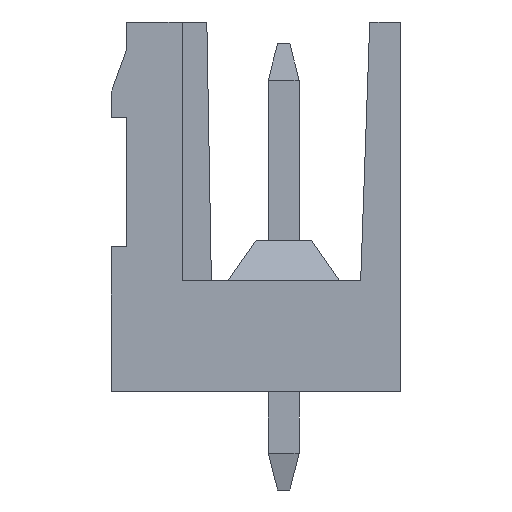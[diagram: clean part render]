
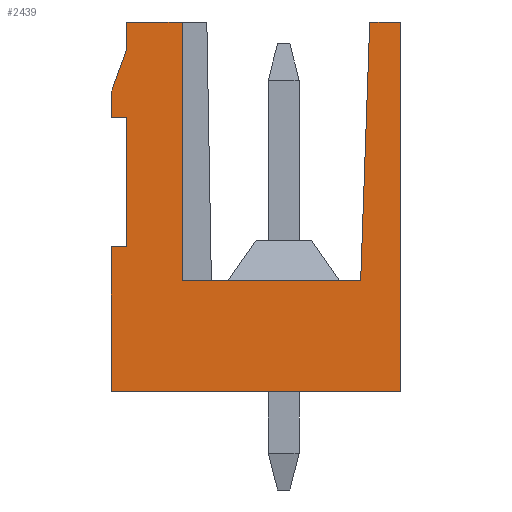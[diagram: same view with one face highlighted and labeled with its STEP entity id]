
A CAD part, left-side view. The second image highlights one B-rep face of the part: STEP entity #2439.
In plain terms, the highlighted planar face has unit normal (-1, 0, 0).
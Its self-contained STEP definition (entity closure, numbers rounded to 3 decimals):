
#2402=AXIS2_PLACEMENT_3D('Plane Axis2P3D',#2399,#2400,#2401) ;
#49=CARTESIAN_POINT('Vertex',(0.,8.9,15.2)) ;
#52=CARTESIAN_POINT('Line Origine',(0.,8.,15.2)) ;
#56=CARTESIAN_POINT('Vertex',(0.,7.1,15.2)) ;
#1071=CARTESIAN_POINT('Line Origine',(0.,0.503,15.2)) ;
#1075=CARTESIAN_POINT('Vertex',(0.,0.,15.2)) ;
#1077=CARTESIAN_POINT('Vertex',(0.,1.007,15.2)) ;
#1482=CARTESIAN_POINT('Vertex',(0.,8.9,14.3)) ;
#1485=CARTESIAN_POINT('Line Origine',(0.,8.9,14.75)) ;
#1513=CARTESIAN_POINT('Vertex',(0.,9.4,12.926)) ;
#1516=CARTESIAN_POINT('Line Origine',(0.,9.15,13.613)) ;
#1544=CARTESIAN_POINT('Vertex',(0.,9.4,12.1)) ;
#1547=CARTESIAN_POINT('Line Origine',(0.,9.4,12.513)) ;
#1575=CARTESIAN_POINT('Vertex',(0.,8.9,12.1)) ;
#1578=CARTESIAN_POINT('Line Origine',(0.,9.15,12.1)) ;
#1601=CARTESIAN_POINT('Vertex',(0.,8.9,7.9)) ;
#1604=CARTESIAN_POINT('Line Origine',(0.,8.9,10.)) ;
#1632=CARTESIAN_POINT('Vertex',(0.,9.4,7.9)) ;
#1635=CARTESIAN_POINT('Line Origine',(0.,9.15,7.9)) ;
#1658=CARTESIAN_POINT('Vertex',(0.,9.4,3.2)) ;
#1661=CARTESIAN_POINT('Line Origine',(0.,9.4,5.55)) ;
#2061=CARTESIAN_POINT('Vertex',(0.,0.,3.2)) ;
#2066=CARTESIAN_POINT('Line Origine',(0.,4.7,3.2)) ;
#2328=CARTESIAN_POINT('Line Origine',(0.,0.,9.2)) ;
#2399=CARTESIAN_POINT('Axis2P3D Location',(0.,0.,0.)) ;
#2404=CARTESIAN_POINT('Line Origine',(0.,1.153,11.)) ;
#2408=CARTESIAN_POINT('Vertex',(0.,1.3,6.8)) ;
#2411=CARTESIAN_POINT('Line Origine',(0.,4.2,6.8)) ;
#2415=CARTESIAN_POINT('Vertex',(0.,7.1,6.8)) ;
#2418=CARTESIAN_POINT('Line Origine',(0.,7.1,11.)) ;
#53=DIRECTION('Vector Direction',(0.,-1.,0.)) ;
#1072=DIRECTION('Vector Direction',(0.,-1.,0.)) ;
#1486=DIRECTION('Vector Direction',(0.,0.,1.)) ;
#1517=DIRECTION('Vector Direction',(0.,-0.342,0.94)) ;
#1548=DIRECTION('Vector Direction',(0.,0.,1.)) ;
#1579=DIRECTION('Vector Direction',(0.,1.,0.)) ;
#1605=DIRECTION('Vector Direction',(0.,0.,1.)) ;
#1636=DIRECTION('Vector Direction',(0.,-1.,0.)) ;
#1662=DIRECTION('Vector Direction',(0.,0.,1.)) ;
#2067=DIRECTION('Vector Direction',(0.,1.,0.)) ;
#2329=DIRECTION('Vector Direction',(0.,0.,-1.)) ;
#2400=DIRECTION('Axis2P3D Direction',(-1.,0.,0.)) ;
#2401=DIRECTION('Axis2P3D XDirection',(0.,0.,1.)) ;
#2405=DIRECTION('Vector Direction',(0.,0.035,-0.999)) ;
#2412=DIRECTION('Vector Direction',(0.,-1.,0.)) ;
#2419=DIRECTION('Vector Direction',(0.,0.,-1.)) ;
#54=VECTOR('Line Direction',#53,1.) ;
#1073=VECTOR('Line Direction',#1072,1.) ;
#1487=VECTOR('Line Direction',#1486,1.) ;
#1518=VECTOR('Line Direction',#1517,1.) ;
#1549=VECTOR('Line Direction',#1548,1.) ;
#1580=VECTOR('Line Direction',#1579,1.) ;
#1606=VECTOR('Line Direction',#1605,1.) ;
#1637=VECTOR('Line Direction',#1636,1.) ;
#1663=VECTOR('Line Direction',#1662,1.) ;
#2068=VECTOR('Line Direction',#2067,1.) ;
#2330=VECTOR('Line Direction',#2329,1.) ;
#2406=VECTOR('Line Direction',#2405,1.) ;
#2413=VECTOR('Line Direction',#2412,1.) ;
#2420=VECTOR('Line Direction',#2419,1.) ;
#2424=ORIENTED_EDGE('',*,*,#58,.T.) ;
#2425=ORIENTED_EDGE('',*,*,#1489,.T.) ;
#2426=ORIENTED_EDGE('',*,*,#1520,.T.) ;
#2427=ORIENTED_EDGE('',*,*,#1551,.T.) ;
#2428=ORIENTED_EDGE('',*,*,#1582,.T.) ;
#2429=ORIENTED_EDGE('',*,*,#1608,.T.) ;
#2430=ORIENTED_EDGE('',*,*,#1639,.T.) ;
#2431=ORIENTED_EDGE('',*,*,#1665,.T.) ;
#2432=ORIENTED_EDGE('',*,*,#2070,.T.) ;
#2433=ORIENTED_EDGE('',*,*,#2332,.T.) ;
#2434=ORIENTED_EDGE('',*,*,#1079,.T.) ;
#2435=ORIENTED_EDGE('',*,*,#2410,.F.) ;
#2436=ORIENTED_EDGE('',*,*,#2417,.F.) ;
#2437=ORIENTED_EDGE('',*,*,#2422,.F.) ;
#2439=ADVANCED_FACE('HOUSING',(#2438),#2403,.T.) ;
#58=EDGE_CURVE('',#57,#50,#55,.F.) ;
#1079=EDGE_CURVE('',#1076,#1078,#1074,.F.) ;
#1489=EDGE_CURVE('',#50,#1483,#1488,.F.) ;
#1520=EDGE_CURVE('',#1483,#1514,#1519,.F.) ;
#1551=EDGE_CURVE('',#1514,#1545,#1550,.F.) ;
#1582=EDGE_CURVE('',#1545,#1576,#1581,.F.) ;
#1608=EDGE_CURVE('',#1576,#1602,#1607,.F.) ;
#1639=EDGE_CURVE('',#1602,#1633,#1638,.F.) ;
#1665=EDGE_CURVE('',#1633,#1659,#1664,.F.) ;
#2070=EDGE_CURVE('',#1659,#2062,#2069,.F.) ;
#2332=EDGE_CURVE('',#2062,#1076,#2331,.F.) ;
#2410=EDGE_CURVE('',#2409,#1078,#2407,.F.) ;
#2417=EDGE_CURVE('',#2416,#2409,#2414,.T.) ;
#2422=EDGE_CURVE('',#57,#2416,#2421,.T.) ;
#2423=EDGE_LOOP('',(#2424,#2425,#2426,#2427,#2428,#2429,#2430,#2431,#2432,#2433,#2434,#2435,#2436,#2437)) ;
#2438=FACE_OUTER_BOUND('',#2423,.T.) ;
#55=LINE('Line',#52,#54) ;
#1074=LINE('Line',#1071,#1073) ;
#1488=LINE('Line',#1485,#1487) ;
#1519=LINE('Line',#1516,#1518) ;
#1550=LINE('Line',#1547,#1549) ;
#1581=LINE('Line',#1578,#1580) ;
#1607=LINE('Line',#1604,#1606) ;
#1638=LINE('Line',#1635,#1637) ;
#1664=LINE('Line',#1661,#1663) ;
#2069=LINE('Line',#2066,#2068) ;
#2331=LINE('Line',#2328,#2330) ;
#2407=LINE('Line',#2404,#2406) ;
#2414=LINE('Line',#2411,#2413) ;
#2421=LINE('Line',#2418,#2420) ;
#2403=PLANE('',#2402) ;
#50=VERTEX_POINT('',#49) ;
#57=VERTEX_POINT('',#56) ;
#1076=VERTEX_POINT('',#1075) ;
#1078=VERTEX_POINT('',#1077) ;
#1483=VERTEX_POINT('',#1482) ;
#1514=VERTEX_POINT('',#1513) ;
#1545=VERTEX_POINT('',#1544) ;
#1576=VERTEX_POINT('',#1575) ;
#1602=VERTEX_POINT('',#1601) ;
#1633=VERTEX_POINT('',#1632) ;
#1659=VERTEX_POINT('',#1658) ;
#2062=VERTEX_POINT('',#2061) ;
#2409=VERTEX_POINT('',#2408) ;
#2416=VERTEX_POINT('',#2415) ;
